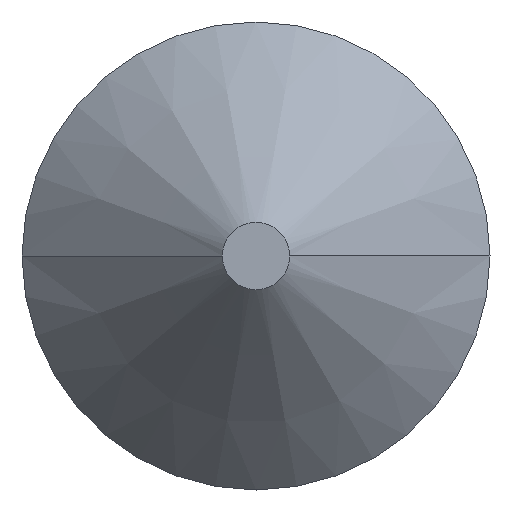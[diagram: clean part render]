
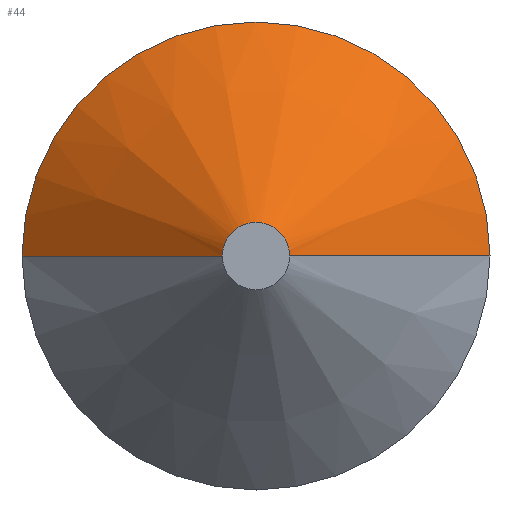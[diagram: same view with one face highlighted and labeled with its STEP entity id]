
A CAD part, front view. The second image highlights one B-rep face of the part: STEP entity #44.
In plain terms, the highlighted conical face has half-angle 45 degrees and reference radius 1.143 mm.
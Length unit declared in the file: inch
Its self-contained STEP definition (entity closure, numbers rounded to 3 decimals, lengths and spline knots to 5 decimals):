
#21 = LINE ( 'NONE', #47, #167 ) ;
#23 = CARTESIAN_POINT ( 'NONE',  ( 0., 0., 0. ) ) ;
#28 = DIRECTION ( 'NONE',  ( 0., -1., 0. ) ) ;
#32 = CARTESIAN_POINT ( 'NONE',  ( 0.045, 0., 0. ) ) ;
#35 = DIRECTION ( 'NONE',  ( 1., 0., 0. ) ) ;
#36 = AXIS2_PLACEMENT_3D ( 'NONE', #160, #28, #58 ) ;
#39 = EDGE_LOOP ( 'NONE', ( #223, #294, #125, #175 ) ) ;
#44 = ADVANCED_FACE ( 'NONE', ( #219 ), #274, .T. ) ;
#47 = CARTESIAN_POINT ( 'NONE',  ( -0.045, 0., 0. ) ) ;
#54 = EDGE_CURVE ( 'NONE', #174, #220, #88, .T. ) ;
#58 = DIRECTION ( 'NONE',  ( 1., 0., 0. ) ) ;
#80 = DIRECTION ( 'NONE',  ( 0.707, 0.707, 0. ) ) ;
#82 = EDGE_CURVE ( 'NONE', #293, #105, #245, .T. ) ;
#88 = CIRCLE ( 'NONE', #120, 0.045 ) ;
#105 = VERTEX_POINT ( 'NONE', #240 ) ;
#109 = CARTESIAN_POINT ( 'NONE',  ( -0.045, 0., 0. ) ) ;
#117 = DIRECTION ( 'NONE',  ( 0., -1., 0. ) ) ;
#120 = AXIS2_PLACEMENT_3D ( 'NONE', #215, #117, #35 ) ;
#122 = EDGE_CURVE ( 'NONE', #174, #293, #189, .T. ) ;
#125 = ORIENTED_EDGE ( 'NONE', *, *, #82, .T. ) ;
#140 = DIRECTION ( 'NONE',  ( -1., 0., 0. ) ) ;
#160 = CARTESIAN_POINT ( 'NONE',  ( 0., 0.2675, 0. ) ) ;
#167 = VECTOR ( 'NONE', #280, 39.37008 ) ;
#174 = VERTEX_POINT ( 'NONE', #261 ) ;
#175 = ORIENTED_EDGE ( 'NONE', *, *, #292, .F. ) ;
#189 = LINE ( 'NONE', #32, #254 ) ;
#215 = CARTESIAN_POINT ( 'NONE',  ( 0., 0., 0. ) ) ;
#219 = FACE_OUTER_BOUND ( 'NONE', #39, .T. ) ;
#220 = VERTEX_POINT ( 'NONE', #109 ) ;
#223 = ORIENTED_EDGE ( 'NONE', *, *, #54, .F. ) ;
#240 = CARTESIAN_POINT ( 'NONE',  ( -0.3125, 0.2675, 0. ) ) ;
#245 = CIRCLE ( 'NONE', #36, 0.3125 ) ;
#254 = VECTOR ( 'NONE', #80, 39.37008 ) ;
#261 = CARTESIAN_POINT ( 'NONE',  ( 0.045, 0., 0. ) ) ;
#274 = CONICAL_SURFACE ( 'NONE', #304, 0.045, 0.785 ) ;
#280 = DIRECTION ( 'NONE',  ( -0.707, 0.707, 0. ) ) ;
#284 = DIRECTION ( 'NONE',  ( 0., 1., 0. ) ) ;
#292 = EDGE_CURVE ( 'NONE', #220, #105, #21, .T. ) ;
#293 = VERTEX_POINT ( 'NONE', #299 ) ;
#294 = ORIENTED_EDGE ( 'NONE', *, *, #122, .T. ) ;
#299 = CARTESIAN_POINT ( 'NONE',  ( 0.3125, 0.2675, 0. ) ) ;
#304 = AXIS2_PLACEMENT_3D ( 'NONE', #23, #284, #140 ) ;
